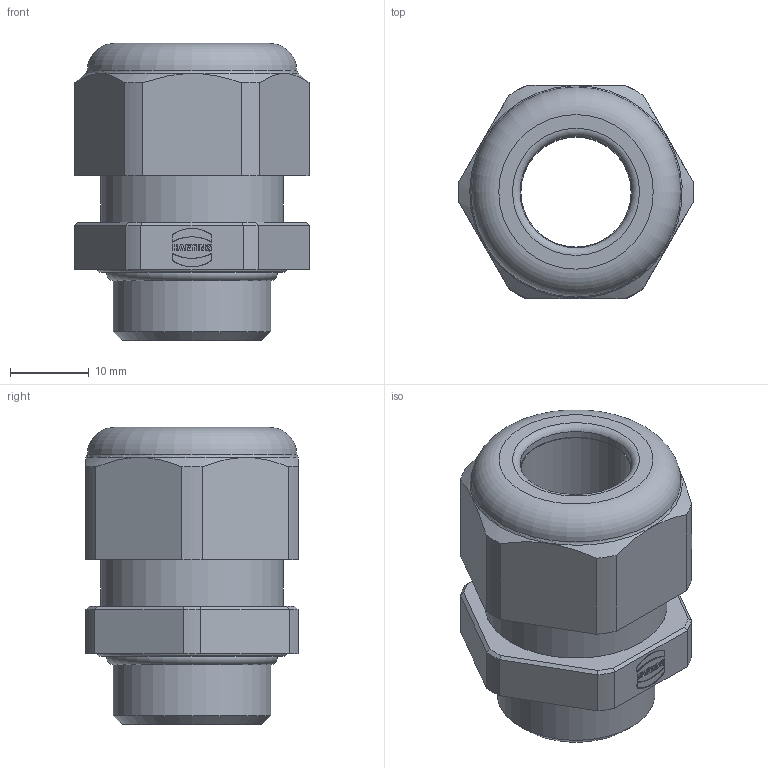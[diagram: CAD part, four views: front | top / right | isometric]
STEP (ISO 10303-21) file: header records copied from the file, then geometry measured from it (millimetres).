
FILE_DESCRIPTION(/* description */ (''),/* implementation_level */ '2;1');
FILE_NAME(/* name */ '100576953ugm000_g.stp',/* time_stamp */ '2020-04-22T08:48:59+02:00',/* author */ (''),/* organization */ (''),/* preprocessor_version */ 'ST-DEVELOPER v16.7',/* originating_system */ 'SIEMENS PLM Software NX 12.0',/* authorisation */ '');
FILE_SCHEMA (('AUTOMOTIVE_DESIGN { 1 0 10303 214 3 1 1 1 }'));
Length unit declared in the file: millimetre
Products named in the file (1): 100576953ugm000_g
Bounding box: 29.84 x 27 x 37.7 mm (x, y, z)
Volume: 13263.4 mm3; surface area: 5917.7 mm2
Topology: 1 solids, 1 shells, 894 faces, 2698 edges, 1907 vertices
Faces by surface type: plane 861, cylinder 17, cone 10, torus 6
Full cylindrical faces by diameter (mm): 14 x1, 14.2 x1, 20 x2, 23.123 x1
Entity records: 36044 total; most frequent: CARTESIAN_POINT 5411, ORIENTED_EDGE 5186, DIRECTION 4509, LINE 2601, VECTOR 2601, EDGE_CURVE 2593, VERTEX_POINT 1731, PRESENTATION_STYLE_ASSIGNMENT 983
